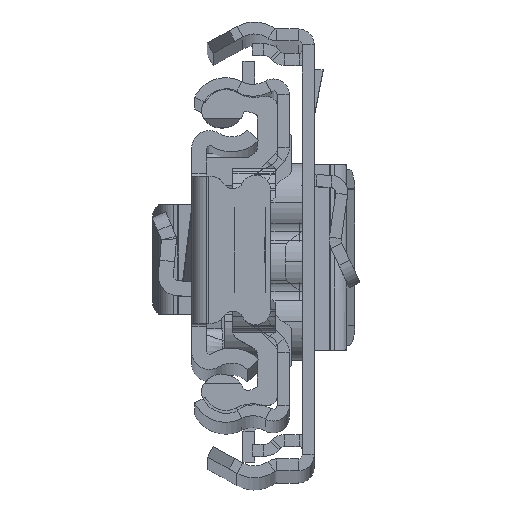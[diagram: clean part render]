
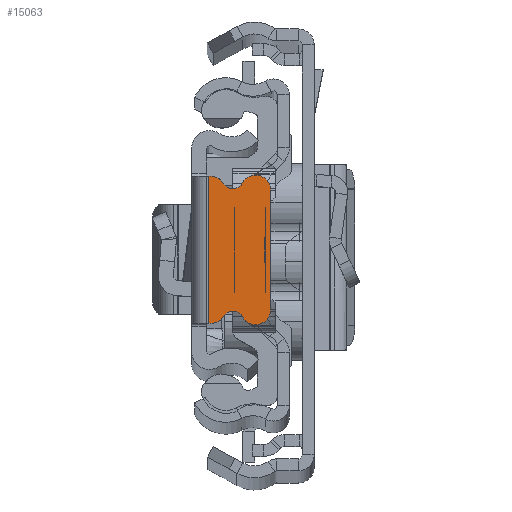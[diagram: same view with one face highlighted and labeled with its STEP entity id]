
A CAD part, top view. The second image highlights one B-rep face of the part: STEP entity #15063.
In plain terms, the highlighted planar face has unit normal (0, 0, 1).
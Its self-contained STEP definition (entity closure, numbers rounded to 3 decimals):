
#57 = ORIENTED_EDGE ( 'NONE', *, *, #19748, .F. ) ;
#521 = ORIENTED_EDGE ( 'NONE', *, *, #7429, .T. ) ;
#618 = VECTOR ( 'NONE', #18896, 1000. ) ;
#1333 = FACE_OUTER_BOUND ( 'NONE', #10745, .T. ) ;
#1351 = DIRECTION ( 'NONE',  ( -1., 0., 0. ) ) ;
#1390 = CIRCLE ( 'NONE', #16258, 1.5 ) ;
#2638 = CARTESIAN_POINT ( 'NONE',  ( -1.929, -7.37, 0. ) ) ;
#2787 = CIRCLE ( 'NONE', #17627, 1.1 ) ;
#2937 = CARTESIAN_POINT ( 'NONE',  ( -5.109, -6.713, 0. ) ) ;
#3634 = CARTESIAN_POINT ( 'NONE',  ( -1.75, 7.37, 0. ) ) ;
#3775 = VECTOR ( 'NONE', #10744, 1000. ) ;
#4548 = DIRECTION ( 'NONE',  ( 1., 0., 0. ) ) ;
#4636 = CARTESIAN_POINT ( 'NONE',  ( -6.429, 6., 0. ) ) ;
#5179 = VERTEX_POINT ( 'NONE', #25140 ) ;
#5871 = CARTESIAN_POINT ( 'NONE',  ( -1.929, 5.87, 0. ) ) ;
#6077 = LINE ( 'NONE', #18020, #25264 ) ;
#6145 = CARTESIAN_POINT ( 'NONE',  ( -6.429, -6., 0. ) ) ;
#6345 = DIRECTION ( 'NONE',  ( 0., -1., 0. ) ) ;
#6935 = LINE ( 'NONE', #21032, #618 ) ;
#7429 = EDGE_CURVE ( 'NONE', #23259, #25156, #18110, .T. ) ;
#7563 = LINE ( 'NONE', #17404, #11978 ) ;
#8920 = PLANE ( 'NONE',  #12954 ) ;
#8999 = CARTESIAN_POINT ( 'NONE',  ( -1.929, 7.37, 0. ) ) ;
#9392 = DIRECTION ( 'NONE',  ( -1., 0., 0. ) ) ;
#9453 = CIRCLE ( 'NONE', #22646, 1.5 ) ;
#9608 = CARTESIAN_POINT ( 'NONE',  ( -3.206, -6.658, 0. ) ) ;
#9966 = DIRECTION ( 'NONE',  ( 0., 0., -1. ) ) ;
#10744 = DIRECTION ( 'NONE',  ( -1., 0., 0. ) ) ;
#10745 = EDGE_LOOP ( 'NONE', ( #23802, #17576, #14108, #25809, #17959, #25490, #521, #17617, #24456, #57 ) ) ;
#11978 = VECTOR ( 'NONE', #15928, 1000. ) ;
#12954 = AXIS2_PLACEMENT_3D ( 'NONE', #17038, #19292, #23042 ) ;
#13292 = CARTESIAN_POINT ( 'NONE',  ( -1.75, -7.37, 0. ) ) ;
#13912 = EDGE_CURVE ( 'NONE', #16997, #23380, #6935, .T. ) ;
#14080 = AXIS2_PLACEMENT_3D ( 'NONE', #20508, #22644, #4548 ) ;
#14108 = ORIENTED_EDGE ( 'NONE', *, *, #22732, .T. ) ;
#14112 = DIRECTION ( 'NONE',  ( 1., 0., 0. ) ) ;
#14207 = CARTESIAN_POINT ( 'NONE',  ( -7.929, 6., 0. ) ) ;
#15063 = ADVANCED_FACE ( 'NONE', ( #1333 ), #8920, .T. ) ;
#15257 = DIRECTION ( 'NONE',  ( 0., 0., -1. ) ) ;
#15264 = DIRECTION ( 'NONE',  ( 0., 0., 1. ) ) ;
#15330 = VERTEX_POINT ( 'NONE', #14207 ) ;
#15891 = EDGE_CURVE ( 'NONE', #25156, #21689, #2787, .T. ) ;
#15928 = DIRECTION ( 'NONE',  ( 0., -1., 0. ) ) ;
#16022 = VERTEX_POINT ( 'NONE', #19628 ) ;
#16258 = AXIS2_PLACEMENT_3D ( 'NONE', #4636, #15264, #21129 ) ;
#16929 = EDGE_CURVE ( 'NONE', #21366, #5179, #18127, .T. ) ;
#16997 = VERTEX_POINT ( 'NONE', #8999 ) ;
#17038 = CARTESIAN_POINT ( 'NONE',  ( 694.071, 0., 0. ) ) ;
#17404 = CARTESIAN_POINT ( 'NONE',  ( -1.75, 0., 0. ) ) ;
#17576 = ORIENTED_EDGE ( 'NONE', *, *, #13912, .F. ) ;
#17617 = ORIENTED_EDGE ( 'NONE', *, *, #15891, .T. ) ;
#17627 = AXIS2_PLACEMENT_3D ( 'NONE', #18983, #15257, #9392 ) ;
#17959 = ORIENTED_EDGE ( 'NONE', *, *, #24318, .T. ) ;
#18020 = CARTESIAN_POINT ( 'NONE',  ( -7.929, -6., 0. ) ) ;
#18088 = DIRECTION ( 'NONE',  ( 1., 0., 0. ) ) ;
#18110 = CIRCLE ( 'NONE', #20247, 1.5 ) ;
#18127 = CIRCLE ( 'NONE', #24539, 1.1 ) ;
#18896 = DIRECTION ( 'NONE',  ( 1., 0., 0. ) ) ;
#18983 = CARTESIAN_POINT ( 'NONE',  ( -4.142, -7.236, 0. ) ) ;
#19292 = DIRECTION ( 'NONE',  ( 0., 0., 1. ) ) ;
#19628 = CARTESIAN_POINT ( 'NONE',  ( -1.929, -7.37, 0. ) ) ;
#19748 = EDGE_CURVE ( 'NONE', #23894, #16022, #20873, .T. ) ;
#20247 = AXIS2_PLACEMENT_3D ( 'NONE', #6145, #21975, #14112 ) ;
#20508 = CARTESIAN_POINT ( 'NONE',  ( -1.929, -5.87, 0. ) ) ;
#20873 = LINE ( 'NONE', #2638, #3775 ) ;
#21032 = CARTESIAN_POINT ( 'NONE',  ( -1.929, 7.37, 0. ) ) ;
#21129 = DIRECTION ( 'NONE',  ( -1., 0., 0. ) ) ;
#21338 = CIRCLE ( 'NONE', #14080, 1.5 ) ;
#21366 = VERTEX_POINT ( 'NONE', #25907 ) ;
#21689 = VERTEX_POINT ( 'NONE', #9608 ) ;
#21695 = DIRECTION ( 'NONE',  ( 0., 0., 1. ) ) ;
#21809 = EDGE_CURVE ( 'NONE', #21689, #16022, #21338, .T. ) ;
#21975 = DIRECTION ( 'NONE',  ( 0., 0., 1. ) ) ;
#22557 = CARTESIAN_POINT ( 'NONE',  ( -7.929, -6., 0. ) ) ;
#22644 = DIRECTION ( 'NONE',  ( 0., 0., 1. ) ) ;
#22646 = AXIS2_PLACEMENT_3D ( 'NONE', #5871, #21695, #1351 ) ;
#22732 = EDGE_CURVE ( 'NONE', #16997, #21366, #9453, .T. ) ;
#23042 = DIRECTION ( 'NONE',  ( 1., 0., 0. ) ) ;
#23259 = VERTEX_POINT ( 'NONE', #22557 ) ;
#23380 = VERTEX_POINT ( 'NONE', #3634 ) ;
#23802 = ORIENTED_EDGE ( 'NONE', *, *, #24090, .F. ) ;
#23894 = VERTEX_POINT ( 'NONE', #13292 ) ;
#24090 = EDGE_CURVE ( 'NONE', #23380, #23894, #7563, .T. ) ;
#24318 = EDGE_CURVE ( 'NONE', #5179, #15330, #1390, .T. ) ;
#24374 = CARTESIAN_POINT ( 'NONE',  ( -4.142, 7.236, 0. ) ) ;
#24456 = ORIENTED_EDGE ( 'NONE', *, *, #21809, .T. ) ;
#24539 = AXIS2_PLACEMENT_3D ( 'NONE', #24374, #9966, #18088 ) ;
#25140 = CARTESIAN_POINT ( 'NONE',  ( -5.109, 6.713, 0. ) ) ;
#25156 = VERTEX_POINT ( 'NONE', #2937 ) ;
#25264 = VECTOR ( 'NONE', #6345, 1000. ) ;
#25490 = ORIENTED_EDGE ( 'NONE', *, *, #25732, .T. ) ;
#25732 = EDGE_CURVE ( 'NONE', #15330, #23259, #6077, .T. ) ;
#25809 = ORIENTED_EDGE ( 'NONE', *, *, #16929, .T. ) ;
#25907 = CARTESIAN_POINT ( 'NONE',  ( -3.206, 6.658, 0. ) ) ;
